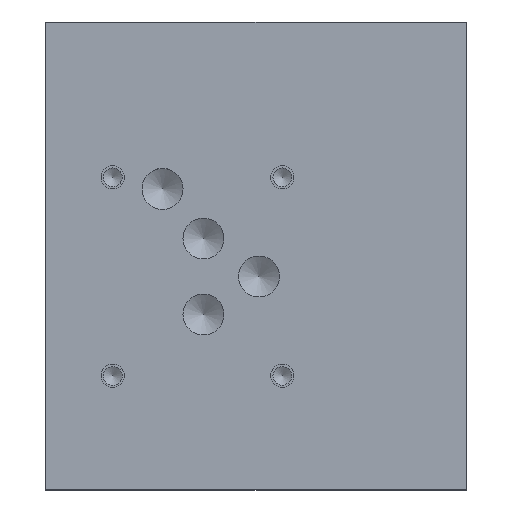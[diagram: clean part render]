
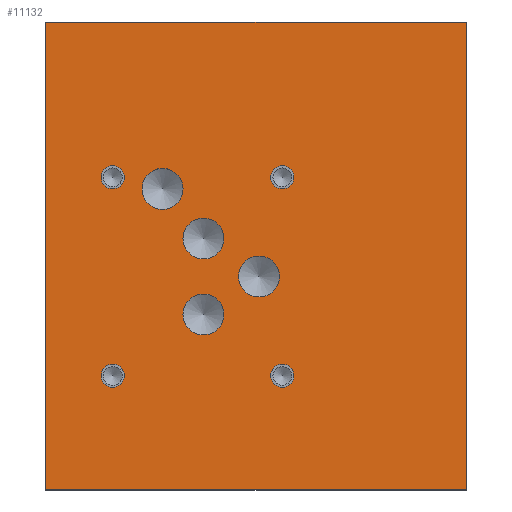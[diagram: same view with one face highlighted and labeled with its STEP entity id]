
A CAD part, top view. The second image highlights one B-rep face of the part: STEP entity #11132.
In plain terms, the highlighted planar face has unit normal (0, 0, 1).
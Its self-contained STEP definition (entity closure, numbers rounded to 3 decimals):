
#293=CIRCLE('',#11723,5.556);
#294=CIRCLE('',#11724,5.556);
#297=CIRCLE('',#11729,5.556);
#298=CIRCLE('',#11730,5.556);
#301=CIRCLE('',#11735,5.563);
#302=CIRCLE('',#11736,5.563);
#305=CIRCLE('',#11741,5.563);
#306=CIRCLE('',#11742,5.563);
#312=CIRCLE('',#11751,3.175);
#313=CIRCLE('',#11752,3.175);
#319=CIRCLE('',#11762,3.175);
#320=CIRCLE('',#11763,3.175);
#326=CIRCLE('',#11773,3.175);
#327=CIRCLE('',#11774,3.175);
#333=CIRCLE('',#11784,3.175);
#334=CIRCLE('',#11785,3.175);
#407=FACE_BOUND('',#1950,.T.);
#408=FACE_BOUND('',#1951,.T.);
#409=FACE_BOUND('',#1952,.T.);
#410=FACE_BOUND('',#1953,.T.);
#411=FACE_BOUND('',#1954,.T.);
#412=FACE_BOUND('',#1955,.T.);
#413=FACE_BOUND('',#1956,.T.);
#414=FACE_BOUND('',#1957,.T.);
#739=PLANE('',#11791);
#1308=FACE_OUTER_BOUND('',#1949,.T.);
#1949=EDGE_LOOP('',(#9970,#9971,#9972,#9973));
#1950=EDGE_LOOP('',(#9974,#9975));
#1951=EDGE_LOOP('',(#9976,#9977));
#1952=EDGE_LOOP('',(#9978,#9979));
#1953=EDGE_LOOP('',(#9980,#9981));
#1954=EDGE_LOOP('',(#9982,#9983));
#1955=EDGE_LOOP('',(#9984,#9985));
#1956=EDGE_LOOP('',(#9986,#9987));
#1957=EDGE_LOOP('',(#9988,#9989));
#1993=LINE('',#14319,#3018);
#2053=LINE('',#14594,#3078);
#2428=LINE('',#17156,#3453);
#2983=LINE('',#19237,#4008);
#3018=VECTOR('',#11849,10.);
#3078=VECTOR('',#11963,10.);
#3453=VECTOR('',#12560,10.);
#4008=VECTOR('',#14101,10.);
#4341=VERTEX_POINT('',#14316);
#4342=VERTEX_POINT('',#14318);
#4401=VERTEX_POINT('',#14591);
#4402=VERTEX_POINT('',#14593);
#5313=VERTEX_POINT('',#19102);
#5314=VERTEX_POINT('',#19103);
#5318=VERTEX_POINT('',#19115);
#5319=VERTEX_POINT('',#19116);
#5323=VERTEX_POINT('',#19128);
#5324=VERTEX_POINT('',#19129);
#5328=VERTEX_POINT('',#19141);
#5329=VERTEX_POINT('',#19142);
#5336=VERTEX_POINT('',#19161);
#5337=VERTEX_POINT('',#19162);
#5344=VERTEX_POINT('',#19183);
#5345=VERTEX_POINT('',#19184);
#5352=VERTEX_POINT('',#19205);
#5353=VERTEX_POINT('',#19206);
#5360=VERTEX_POINT('',#19227);
#5361=VERTEX_POINT('',#19228);
#5412=EDGE_CURVE('',#4342,#4341,#1993,.T.);
#5496=EDGE_CURVE('',#4402,#4401,#2053,.T.);
#6089=EDGE_CURVE('',#4401,#4342,#2428,.T.);
#6843=EDGE_CURVE('',#5313,#5314,#293,.T.);
#6844=EDGE_CURVE('',#5314,#5313,#294,.T.);
#6849=EDGE_CURVE('',#5318,#5319,#297,.T.);
#6850=EDGE_CURVE('',#5319,#5318,#298,.T.);
#6855=EDGE_CURVE('',#5323,#5324,#301,.T.);
#6856=EDGE_CURVE('',#5324,#5323,#302,.T.);
#6861=EDGE_CURVE('',#5328,#5329,#305,.T.);
#6862=EDGE_CURVE('',#5329,#5328,#306,.T.);
#6870=EDGE_CURVE('',#5336,#5337,#312,.T.);
#6871=EDGE_CURVE('',#5337,#5336,#313,.T.);
#6880=EDGE_CURVE('',#5344,#5345,#319,.T.);
#6881=EDGE_CURVE('',#5345,#5344,#320,.T.);
#6890=EDGE_CURVE('',#5352,#5353,#326,.T.);
#6891=EDGE_CURVE('',#5353,#5352,#327,.T.);
#6900=EDGE_CURVE('',#5360,#5361,#333,.T.);
#6901=EDGE_CURVE('',#5361,#5360,#334,.T.);
#6905=EDGE_CURVE('',#4341,#4402,#2983,.T.);
#9970=ORIENTED_EDGE('',*,*,#6089,.T.);
#9971=ORIENTED_EDGE('',*,*,#5412,.T.);
#9972=ORIENTED_EDGE('',*,*,#6905,.T.);
#9973=ORIENTED_EDGE('',*,*,#5496,.T.);
#9974=ORIENTED_EDGE('',*,*,#6843,.T.);
#9975=ORIENTED_EDGE('',*,*,#6844,.T.);
#9976=ORIENTED_EDGE('',*,*,#6849,.T.);
#9977=ORIENTED_EDGE('',*,*,#6850,.T.);
#9978=ORIENTED_EDGE('',*,*,#6855,.T.);
#9979=ORIENTED_EDGE('',*,*,#6856,.T.);
#9980=ORIENTED_EDGE('',*,*,#6861,.T.);
#9981=ORIENTED_EDGE('',*,*,#6862,.T.);
#9982=ORIENTED_EDGE('',*,*,#6870,.T.);
#9983=ORIENTED_EDGE('',*,*,#6871,.T.);
#9984=ORIENTED_EDGE('',*,*,#6880,.T.);
#9985=ORIENTED_EDGE('',*,*,#6881,.T.);
#9986=ORIENTED_EDGE('',*,*,#6890,.T.);
#9987=ORIENTED_EDGE('',*,*,#6891,.T.);
#9988=ORIENTED_EDGE('',*,*,#6900,.T.);
#9989=ORIENTED_EDGE('',*,*,#6901,.T.);
#11132=ADVANCED_FACE('',(#1308,#407,#408,#409,#410,#411,#412,#413,#414),
#739,.T.);
#11723=AXIS2_PLACEMENT_3D('',#19104,#13949,#13950);
#11724=AXIS2_PLACEMENT_3D('',#19105,#13951,#13952);
#11729=AXIS2_PLACEMENT_3D('',#19117,#13963,#13964);
#11730=AXIS2_PLACEMENT_3D('',#19118,#13965,#13966);
#11735=AXIS2_PLACEMENT_3D('',#19130,#13977,#13978);
#11736=AXIS2_PLACEMENT_3D('',#19131,#13979,#13980);
#11741=AXIS2_PLACEMENT_3D('',#19143,#13991,#13992);
#11742=AXIS2_PLACEMENT_3D('',#19144,#13993,#13994);
#11751=AXIS2_PLACEMENT_3D('',#19163,#14013,#14014);
#11752=AXIS2_PLACEMENT_3D('',#19164,#14015,#14016);
#11762=AXIS2_PLACEMENT_3D('',#19185,#14038,#14039);
#11763=AXIS2_PLACEMENT_3D('',#19186,#14040,#14041);
#11773=AXIS2_PLACEMENT_3D('',#19207,#14063,#14064);
#11774=AXIS2_PLACEMENT_3D('',#19208,#14065,#14066);
#11784=AXIS2_PLACEMENT_3D('',#19229,#14088,#14089);
#11785=AXIS2_PLACEMENT_3D('',#19230,#14090,#14091);
#11791=AXIS2_PLACEMENT_3D('',#19240,#14106,#14107);
#11849=DIRECTION('',(0.,1.,0.));
#11963=DIRECTION('',(0.,-1.,0.));
#12560=DIRECTION('',(1.,0.,0.));
#13949=DIRECTION('center_axis',(0.,0.,-1.));
#13950=DIRECTION('ref_axis',(1.,0.,0.));
#13951=DIRECTION('center_axis',(0.,0.,-1.));
#13952=DIRECTION('ref_axis',(1.,0.,0.));
#13963=DIRECTION('center_axis',(0.,0.,-1.));
#13964=DIRECTION('ref_axis',(1.,0.,0.));
#13965=DIRECTION('center_axis',(0.,0.,-1.));
#13966=DIRECTION('ref_axis',(1.,0.,0.));
#13977=DIRECTION('center_axis',(0.,0.,-1.));
#13978=DIRECTION('ref_axis',(1.,0.,0.));
#13979=DIRECTION('center_axis',(0.,0.,-1.));
#13980=DIRECTION('ref_axis',(1.,0.,0.));
#13991=DIRECTION('center_axis',(0.,0.,-1.));
#13992=DIRECTION('ref_axis',(1.,0.,0.));
#13993=DIRECTION('center_axis',(0.,0.,-1.));
#13994=DIRECTION('ref_axis',(1.,0.,0.));
#14013=DIRECTION('center_axis',(0.,0.,-1.));
#14014=DIRECTION('ref_axis',(1.,0.,0.));
#14015=DIRECTION('center_axis',(0.,0.,-1.));
#14016=DIRECTION('ref_axis',(1.,0.,0.));
#14038=DIRECTION('center_axis',(0.,0.,-1.));
#14039=DIRECTION('ref_axis',(1.,0.,0.));
#14040=DIRECTION('center_axis',(0.,0.,-1.));
#14041=DIRECTION('ref_axis',(1.,0.,0.));
#14063=DIRECTION('center_axis',(0.,0.,-1.));
#14064=DIRECTION('ref_axis',(1.,0.,0.));
#14065=DIRECTION('center_axis',(0.,0.,-1.));
#14066=DIRECTION('ref_axis',(1.,0.,0.));
#14088=DIRECTION('center_axis',(0.,0.,-1.));
#14089=DIRECTION('ref_axis',(1.,0.,0.));
#14090=DIRECTION('center_axis',(0.,0.,-1.));
#14091=DIRECTION('ref_axis',(1.,0.,0.));
#14101=DIRECTION('',(-1.,0.,0.));
#14106=DIRECTION('center_axis',(0.,0.,1.));
#14107=DIRECTION('ref_axis',(1.,0.,0.));
#14316=CARTESIAN_POINT('',(114.3,127.,101.6));
#14318=CARTESIAN_POINT('',(114.3,0.,101.6));
#14319=CARTESIAN_POINT('',(114.3,0.,101.6));
#14591=CARTESIAN_POINT('',(0.,0.,101.6));
#14593=CARTESIAN_POINT('',(0.,127.,101.6));
#14594=CARTESIAN_POINT('',(0.,127.,101.6));
#17156=CARTESIAN_POINT('',(0.,0.,101.6));
#19102=CARTESIAN_POINT('',(48.419,68.153,101.6));
#19103=CARTESIAN_POINT('',(37.306,68.153,101.6));
#19104=CARTESIAN_POINT('Origin',(42.863,68.153,101.6));
#19105=CARTESIAN_POINT('Origin',(42.863,68.153,101.6));
#19115=CARTESIAN_POINT('',(48.424,47.518,101.6));
#19116=CARTESIAN_POINT('',(37.311,47.518,101.6));
#19117=CARTESIAN_POINT('Origin',(42.868,47.518,101.6));
#19118=CARTESIAN_POINT('Origin',(42.868,47.518,101.6));
#19128=CARTESIAN_POINT('',(63.525,57.836,101.6));
#19129=CARTESIAN_POINT('',(52.4,57.836,101.6));
#19130=CARTESIAN_POINT('Origin',(57.963,57.836,101.6));
#19131=CARTESIAN_POINT('Origin',(57.963,57.836,101.6));
#19141=CARTESIAN_POINT('',(37.313,81.661,101.6));
#19142=CARTESIAN_POINT('',(26.187,81.661,101.6));
#19143=CARTESIAN_POINT('Origin',(31.75,81.661,101.6));
#19144=CARTESIAN_POINT('Origin',(31.75,81.661,101.6));
#19161=CARTESIAN_POINT('',(67.462,30.874,101.6));
#19162=CARTESIAN_POINT('',(61.112,30.874,101.6));
#19163=CARTESIAN_POINT('Origin',(64.287,30.874,101.6));
#19164=CARTESIAN_POINT('Origin',(64.287,30.874,101.6));
#19183=CARTESIAN_POINT('',(67.462,84.836,101.6));
#19184=CARTESIAN_POINT('',(61.112,84.836,101.6));
#19185=CARTESIAN_POINT('Origin',(64.287,84.836,101.6));
#19186=CARTESIAN_POINT('Origin',(64.287,84.836,101.6));
#19205=CARTESIAN_POINT('',(21.412,30.861,101.6));
#19206=CARTESIAN_POINT('',(15.062,30.861,101.6));
#19207=CARTESIAN_POINT('Origin',(18.237,30.861,101.6));
#19208=CARTESIAN_POINT('Origin',(18.237,30.861,101.6));
#19227=CARTESIAN_POINT('',(21.412,84.836,101.6));
#19228=CARTESIAN_POINT('',(15.062,84.836,101.6));
#19229=CARTESIAN_POINT('Origin',(18.237,84.836,101.6));
#19230=CARTESIAN_POINT('Origin',(18.237,84.836,101.6));
#19237=CARTESIAN_POINT('',(114.3,127.,101.6));
#19240=CARTESIAN_POINT('Origin',(57.15,63.5,101.6));
